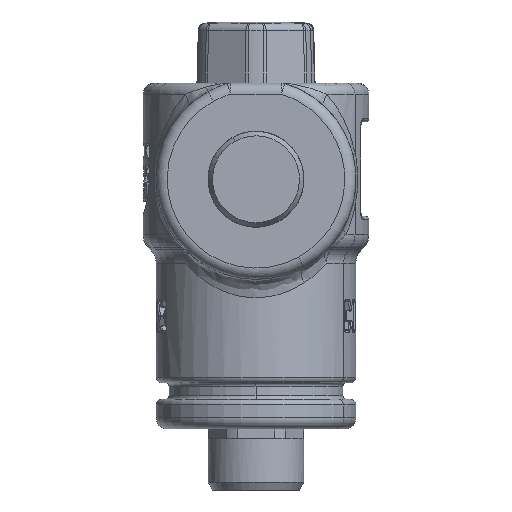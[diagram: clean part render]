
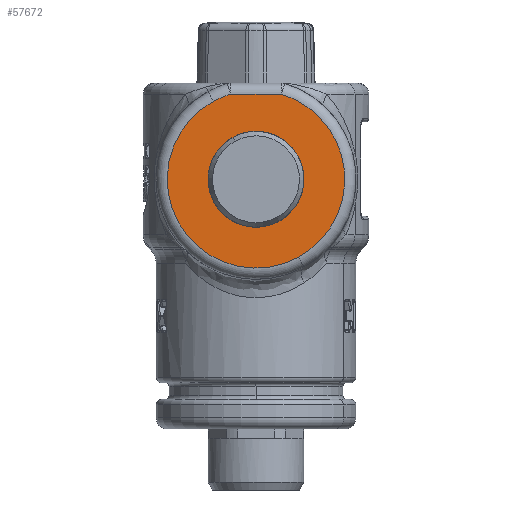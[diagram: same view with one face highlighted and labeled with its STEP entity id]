
A CAD part, left-side view. The second image highlights one B-rep face of the part: STEP entity #57672.
In plain terms, the highlighted planar face has unit normal (-1, 0, 0).
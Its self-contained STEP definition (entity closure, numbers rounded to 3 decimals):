
#2491=CARTESIAN_POINT('Vertex',(-52.5,-4.869,-20.5)) ;
#2505=CARTESIAN_POINT('Vertex',(-52.5,4.869,-20.5)) ;
#2508=CARTESIAN_POINT('Line Origine',(-52.5,0.,-20.5)) ;
#2536=CARTESIAN_POINT('Vertex',(-52.5,7.958,-18.716)) ;
#2539=CARTESIAN_POINT('Axis2P3D Location',(-52.5,0.,-8.5)) ;
#2627=CARTESIAN_POINT('Vertex',(-52.5,12.827,-10.284)) ;
#2634=CARTESIAN_POINT('Vertex',(-52.5,12.827,-6.716)) ;
#2637=CARTESIAN_POINT('Axis2P3D Location',(-52.5,0.,-8.5)) ;
#2659=CARTESIAN_POINT('Line Origine',(-52.5,10.392,-14.5)) ;
#2709=CARTESIAN_POINT('Vertex',(-52.5,-6.209,-19.865)) ;
#2712=CARTESIAN_POINT('Axis2P3D Location',(-52.5,0.,-8.5)) ;
#2789=CARTESIAN_POINT('Vertex',(-52.5,-7.958,-18.716)) ;
#2797=CARTESIAN_POINT('Axis2P3D Location',(-52.5,0.,-8.5)) ;
#2864=CARTESIAN_POINT('Vertex',(-52.5,7.958,1.716)) ;
#2867=CARTESIAN_POINT('Line Origine',(-52.5,10.392,-2.5)) ;
#2883=CARTESIAN_POINT('Vertex',(-52.5,6.209,2.865)) ;
#2886=CARTESIAN_POINT('Axis2P3D Location',(-52.5,0.,-8.5)) ;
#2912=CARTESIAN_POINT('Vertex',(-52.5,-12.827,-6.716)) ;
#2919=CARTESIAN_POINT('Vertex',(-52.5,-12.827,-10.284)) ;
#2922=CARTESIAN_POINT('Axis2P3D Location',(-52.5,0.,-8.5)) ;
#2946=CARTESIAN_POINT('Line Origine',(-52.5,-10.392,-14.5)) ;
#2962=CARTESIAN_POINT('Vertex',(-52.5,4.869,3.5)) ;
#2965=CARTESIAN_POINT('Axis2P3D Location',(-52.5,0.,-8.5)) ;
#2991=CARTESIAN_POINT('Vertex',(-52.5,-4.869,3.5)) ;
#2998=CARTESIAN_POINT('Vertex',(-52.5,-7.958,1.716)) ;
#3001=CARTESIAN_POINT('Axis2P3D Location',(-52.5,0.,-8.5)) ;
#3018=CARTESIAN_POINT('Line Origine',(-52.5,-10.392,-2.5)) ;
#3035=CARTESIAN_POINT('Line Origine',(-52.5,0.,3.5)) ;
#57328=CARTESIAN_POINT('Vertex',(-52.5,6.856,14.5)) ;
#57331=CARTESIAN_POINT('Line Origine',(-52.5,0.,14.5)) ;
#57335=CARTESIAN_POINT('Vertex',(-52.5,-6.856,14.5)) ;
#57626=CARTESIAN_POINT('Axis2P3D Location',(-52.5,0.,15.5)) ;
#57631=CARTESIAN_POINT('Axis2P3D Location',(-52.5,0.,-8.5)) ;
#57635=CARTESIAN_POINT('Vertex',(-52.5,11.506,12.562)) ;
#57638=CARTESIAN_POINT('Axis2P3D Location',(-52.5,0.,-8.5)) ;
#57642=CARTESIAN_POINT('Vertex',(-52.5,-11.506,-29.562)) ;
#57645=CARTESIAN_POINT('Axis2P3D Location',(-52.5,0.,-8.5)) ;
#2510=VECTOR('Line Direction',#2509,1.) ;
#2661=VECTOR('Line Direction',#2660,1.) ;
#2869=VECTOR('Line Direction',#2868,1.) ;
#2948=VECTOR('Line Direction',#2947,1.) ;
#3020=VECTOR('Line Direction',#3019,1.) ;
#3037=VECTOR('Line Direction',#3036,1.) ;
#57333=VECTOR('Line Direction',#57332,1.) ;
#2509=DIRECTION('Vector Direction',(0.,-1.,0.)) ;
#2540=DIRECTION('Axis2P3D Direction',(-1.,0.,0.)) ;
#2638=DIRECTION('Axis2P3D Direction',(-1.,0.,0.)) ;
#2660=DIRECTION('Vector Direction',(0.,-0.5,-0.866)) ;
#2713=DIRECTION('Axis2P3D Direction',(-1.,0.,0.)) ;
#2798=DIRECTION('Axis2P3D Direction',(-1.,0.,0.)) ;
#2868=DIRECTION('Vector Direction',(0.,0.5,-0.866)) ;
#2887=DIRECTION('Axis2P3D Direction',(-1.,0.,0.)) ;
#2923=DIRECTION('Axis2P3D Direction',(-1.,0.,0.)) ;
#2947=DIRECTION('Vector Direction',(0.,-0.5,0.866)) ;
#2966=DIRECTION('Axis2P3D Direction',(-1.,0.,0.)) ;
#3002=DIRECTION('Axis2P3D Direction',(-1.,0.,0.)) ;
#3019=DIRECTION('Vector Direction',(0.,0.5,0.866)) ;
#3036=DIRECTION('Vector Direction',(0.,1.,0.)) ;
#57332=DIRECTION('Vector Direction',(0.,1.,0.)) ;
#57627=DIRECTION('Axis2P3D Direction',(-1.,0.,-0.)) ;
#57628=DIRECTION('Axis2P3D XDirection',(0.,1.,0.)) ;
#57632=DIRECTION('Axis2P3D Direction',(-1.,0.,-0.)) ;
#57639=DIRECTION('Axis2P3D Direction',(-1.,0.,-0.)) ;
#57646=DIRECTION('Axis2P3D Direction',(-1.,0.,-0.)) ;
#2541=AXIS2_PLACEMENT_3D('Circle Axis2P3D',#2539,#2540,$) ;
#2639=AXIS2_PLACEMENT_3D('Circle Axis2P3D',#2637,#2638,$) ;
#2714=AXIS2_PLACEMENT_3D('Circle Axis2P3D',#2712,#2713,$) ;
#2799=AXIS2_PLACEMENT_3D('Circle Axis2P3D',#2797,#2798,$) ;
#2888=AXIS2_PLACEMENT_3D('Circle Axis2P3D',#2886,#2887,$) ;
#2924=AXIS2_PLACEMENT_3D('Circle Axis2P3D',#2922,#2923,$) ;
#2967=AXIS2_PLACEMENT_3D('Circle Axis2P3D',#2965,#2966,$) ;
#3003=AXIS2_PLACEMENT_3D('Circle Axis2P3D',#3001,#3002,$) ;
#57629=AXIS2_PLACEMENT_3D('Plane Axis2P3D',#57626,#57627,#57628) ;
#57633=AXIS2_PLACEMENT_3D('Circle Axis2P3D',#57631,#57632,$) ;
#57640=AXIS2_PLACEMENT_3D('Circle Axis2P3D',#57638,#57639,$) ;
#57647=AXIS2_PLACEMENT_3D('Circle Axis2P3D',#57645,#57646,$) ;
#2511=LINE('Line',#2508,#2510) ;
#2662=LINE('Line',#2659,#2661) ;
#2870=LINE('Line',#2867,#2869) ;
#2949=LINE('Line',#2946,#2948) ;
#3021=LINE('Line',#3018,#3020) ;
#3038=LINE('Line',#3035,#3037) ;
#57334=LINE('Line',#57331,#57333) ;
#2542=CIRCLE('generated circle',#2541,12.95) ;
#2640=CIRCLE('generated circle',#2639,12.95) ;
#2715=CIRCLE('generated circle',#2714,12.95) ;
#2800=CIRCLE('generated circle',#2799,12.95) ;
#2889=CIRCLE('generated circle',#2888,12.95) ;
#2925=CIRCLE('generated circle',#2924,12.95) ;
#2968=CIRCLE('generated circle',#2967,12.95) ;
#3004=CIRCLE('generated circle',#3003,12.95) ;
#57634=CIRCLE('generated circle',#57633,24.) ;
#57641=CIRCLE('generated circle',#57640,24.) ;
#57648=CIRCLE('generated circle',#57647,24.) ;
#57630=PLANE('',#57629) ;
#57671=FACE_BOUND('',#57656,.T.) ;
#2512=EDGE_CURVE('',#2506,#2492,#2511,.T.) ;
#2543=EDGE_CURVE('',#2537,#2506,#2542,.T.) ;
#2641=EDGE_CURVE('',#2635,#2628,#2640,.T.) ;
#2663=EDGE_CURVE('',#2628,#2537,#2662,.T.) ;
#2716=EDGE_CURVE('',#2492,#2710,#2715,.T.) ;
#2801=EDGE_CURVE('',#2710,#2790,#2800,.T.) ;
#2871=EDGE_CURVE('',#2865,#2635,#2870,.T.) ;
#2890=EDGE_CURVE('',#2884,#2865,#2889,.T.) ;
#2926=EDGE_CURVE('',#2920,#2913,#2925,.T.) ;
#2950=EDGE_CURVE('',#2790,#2920,#2949,.T.) ;
#2969=EDGE_CURVE('',#2963,#2884,#2968,.T.) ;
#3005=EDGE_CURVE('',#2999,#2992,#3004,.T.) ;
#3022=EDGE_CURVE('',#2913,#2999,#3021,.T.) ;
#3039=EDGE_CURVE('',#2992,#2963,#3038,.T.) ;
#57337=EDGE_CURVE('',#57329,#57336,#57334,.F.) ;
#57637=EDGE_CURVE('',#57329,#57636,#57634,.T.) ;
#57644=EDGE_CURVE('',#57636,#57643,#57641,.T.) ;
#57649=EDGE_CURVE('',#57643,#57336,#57648,.T.) ;
#57651=ORIENTED_EDGE('',*,*,#57637,.T.) ;
#57652=ORIENTED_EDGE('',*,*,#57644,.T.) ;
#57653=ORIENTED_EDGE('',*,*,#57649,.T.) ;
#57654=ORIENTED_EDGE('',*,*,#57337,.F.) ;
#57657=ORIENTED_EDGE('',*,*,#2716,.F.) ;
#57658=ORIENTED_EDGE('',*,*,#2512,.F.) ;
#57659=ORIENTED_EDGE('',*,*,#2543,.F.) ;
#57660=ORIENTED_EDGE('',*,*,#2663,.F.) ;
#57661=ORIENTED_EDGE('',*,*,#2641,.F.) ;
#57662=ORIENTED_EDGE('',*,*,#2871,.F.) ;
#57663=ORIENTED_EDGE('',*,*,#2890,.F.) ;
#57664=ORIENTED_EDGE('',*,*,#2969,.F.) ;
#57665=ORIENTED_EDGE('',*,*,#3039,.F.) ;
#57666=ORIENTED_EDGE('',*,*,#3005,.F.) ;
#57667=ORIENTED_EDGE('',*,*,#3022,.F.) ;
#57668=ORIENTED_EDGE('',*,*,#2926,.F.) ;
#57669=ORIENTED_EDGE('',*,*,#2950,.F.) ;
#57670=ORIENTED_EDGE('',*,*,#2801,.F.) ;
#57650=EDGE_LOOP('',(#57651,#57652,#57653,#57654)) ;
#57656=EDGE_LOOP('',(#57657,#57658,#57659,#57660,#57661,#57662,#57663,#57664,#57665,#57666,#57667,#57668,#57669,#57670)) ;
#2492=VERTEX_POINT('',#2491) ;
#2506=VERTEX_POINT('',#2505) ;
#2537=VERTEX_POINT('',#2536) ;
#2628=VERTEX_POINT('',#2627) ;
#2635=VERTEX_POINT('',#2634) ;
#2710=VERTEX_POINT('',#2709) ;
#2790=VERTEX_POINT('',#2789) ;
#2865=VERTEX_POINT('',#2864) ;
#2884=VERTEX_POINT('',#2883) ;
#2913=VERTEX_POINT('',#2912) ;
#2920=VERTEX_POINT('',#2919) ;
#2963=VERTEX_POINT('',#2962) ;
#2992=VERTEX_POINT('',#2991) ;
#2999=VERTEX_POINT('',#2998) ;
#57329=VERTEX_POINT('',#57328) ;
#57336=VERTEX_POINT('',#57335) ;
#57636=VERTEX_POINT('',#57635) ;
#57643=VERTEX_POINT('',#57642) ;
#57672=ADVANCED_FACE('PartBody',(#57655,#57671),#57630,.T.) ;
#57655=FACE_OUTER_BOUND('',#57650,.T.) ;
